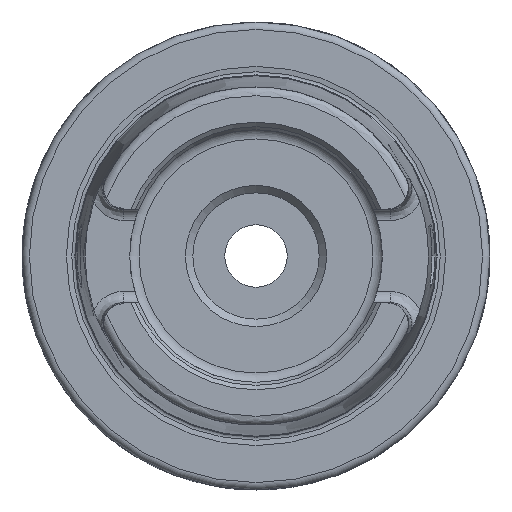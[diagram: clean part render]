
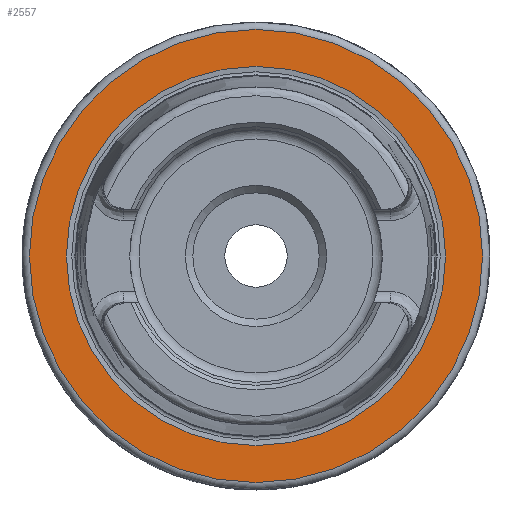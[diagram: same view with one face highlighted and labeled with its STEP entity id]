
A CAD part, left-side view. The second image highlights one B-rep face of the part: STEP entity #2557.
In plain terms, the highlighted planar face has unit normal (-1, 0, 0).
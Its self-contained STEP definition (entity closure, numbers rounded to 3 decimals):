
#101=PLANE('',#2854);
#288=FACE_OUTER_BOUND('',#605,.T.);
#442=CIRCLE('',#2852,25.521);
#443=CIRCLE('',#2853,25.521);
#444=CIRCLE('',#2855,30.5);
#445=CIRCLE('',#2856,30.5);
#459=FACE_BOUND('',#606,.T.);
#605=EDGE_LOOP('',(#2391,#2392));
#606=EDGE_LOOP('',(#2393,#2394));
#1198=VERTEX_POINT('',#6078);
#1199=VERTEX_POINT('',#6080);
#1200=VERTEX_POINT('',#6084);
#1201=VERTEX_POINT('',#6085);
#1597=EDGE_CURVE('',#1199,#1198,#442,.T.);
#1598=EDGE_CURVE('',#1198,#1199,#443,.T.);
#1599=EDGE_CURVE('',#1200,#1201,#444,.T.);
#1600=EDGE_CURVE('',#1201,#1200,#445,.T.);
#2391=ORIENTED_EDGE('',*,*,#1599,.F.);
#2392=ORIENTED_EDGE('',*,*,#1600,.F.);
#2393=ORIENTED_EDGE('',*,*,#1597,.T.);
#2394=ORIENTED_EDGE('',*,*,#1598,.T.);
#2557=ADVANCED_FACE('',(#288,#459),#101,.T.);
#2852=AXIS2_PLACEMENT_3D('',#6081,#3511,#3512);
#2853=AXIS2_PLACEMENT_3D('',#6082,#3513,#3514);
#2854=AXIS2_PLACEMENT_3D('',#6083,#3515,#3516);
#2855=AXIS2_PLACEMENT_3D('',#6086,#3517,#3518);
#2856=AXIS2_PLACEMENT_3D('',#6087,#3519,#3520);
#3511=DIRECTION('center_axis',(1.,0.,0.));
#3512=DIRECTION('ref_axis',(0.,0.,-1.));
#3513=DIRECTION('center_axis',(1.,0.,0.));
#3514=DIRECTION('ref_axis',(0.,0.,-1.));
#3515=DIRECTION('center_axis',(-1.,0.,0.));
#3516=DIRECTION('ref_axis',(0.,0.,1.));
#3517=DIRECTION('center_axis',(1.,0.,0.));
#3518=DIRECTION('ref_axis',(0.,0.,-1.));
#3519=DIRECTION('center_axis',(1.,0.,0.));
#3520=DIRECTION('ref_axis',(0.,0.,-1.));
#6078=CARTESIAN_POINT('',(0.,-25.521,0.));
#6080=CARTESIAN_POINT('',(0.,25.521,0.));
#6081=CARTESIAN_POINT('Origin',(0.,0.,
0.));
#6082=CARTESIAN_POINT('Origin',(0.,0.,
0.));
#6083=CARTESIAN_POINT('Origin',(0.,30.5,0.));
#6084=CARTESIAN_POINT('',(0.,30.5,0.));
#6085=CARTESIAN_POINT('',(0.,0.,30.5));
#6086=CARTESIAN_POINT('Origin',(0.,0.,
0.));
#6087=CARTESIAN_POINT('Origin',(0.,0.,
0.));
